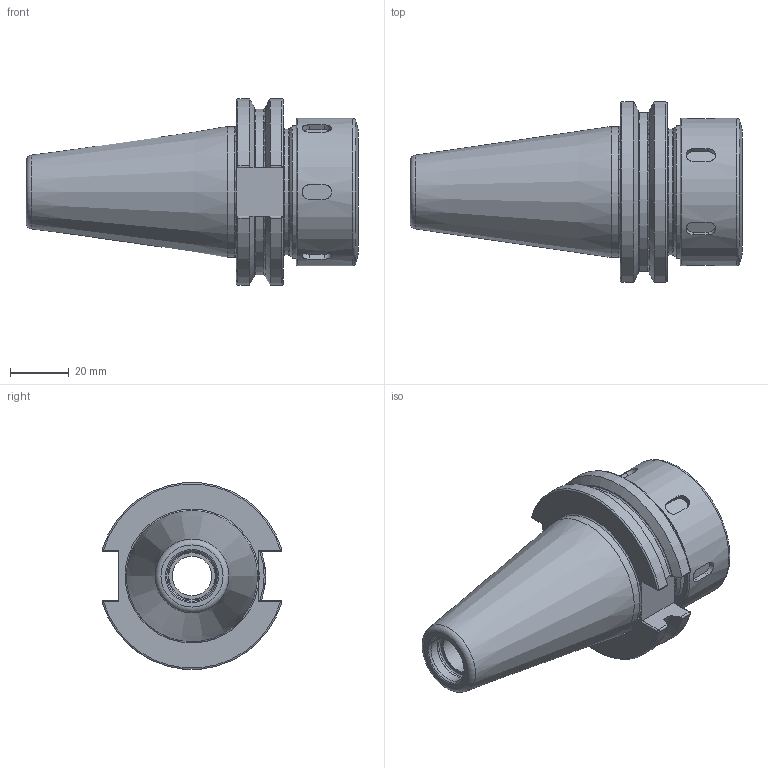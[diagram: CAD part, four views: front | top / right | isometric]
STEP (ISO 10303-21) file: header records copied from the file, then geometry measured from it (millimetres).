
FILE_DESCRIPTION(/* description */ (''),/* implementation_level */ '2;1');
FILE_NAME(/* name */ 'CAT40-SX25M-0175-D.stp',/* time_stamp */ '2019-08-05T12:26:37-05:00',/* author */ ('ldfli'),/* organization */ ('Pioneer N.A.'),/* preprocessor_version */ 'ST-DEVELOPER v18',/* originating_system */ 'Autodesk Inventor LT',/* authorisation */ '');
FILE_SCHEMA (('AUTOMOTIVE_DESIGN { 1 0 10303 214 3 1 1 }'));
Length unit declared in the file: millimetre
Products named in the file (1): CAT40-SX25M-0175
Bounding box: 112.7 x 61.09 x 63.32 mm (x, y, z)
Volume: 94910.2 mm3; surface area: 35044 mm2
Topology: 2 solids, 2 shells, 130 faces, 367 edges, 252 vertices
Faces by surface type: cylinder 48, plane 39, torus 23, cone 12, sphere 8
Full cylindrical faces by diameter (mm): 10 x1, 13.386 x1, 16.28 x1, 16.78 x1, 26 x1, 29 x1, 29.67 x1, 32.2 x1, 42.75 x1, 43.5 x1, 44.45 x1, 45 x1, 45.5 x1, 50 x1
Entity records: 4684 total; most frequent: CARTESIAN_POINT 1151, DIRECTION 774, ORIENTED_EDGE 734, EDGE_CURVE 367, AXIS2_PLACEMENT_3D 325, VERTEX_POINT 252, CIRCLE 194, EDGE_LOOP 145
